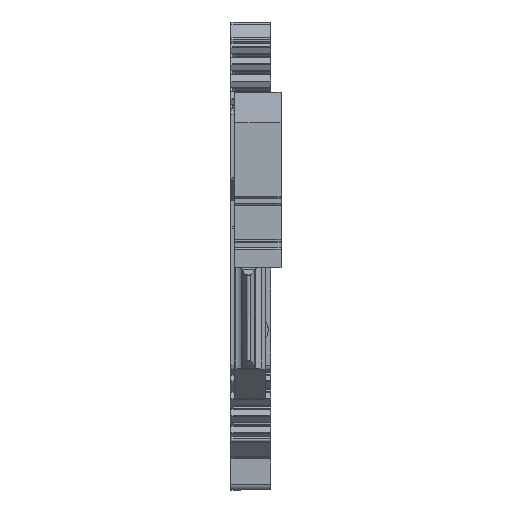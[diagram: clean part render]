
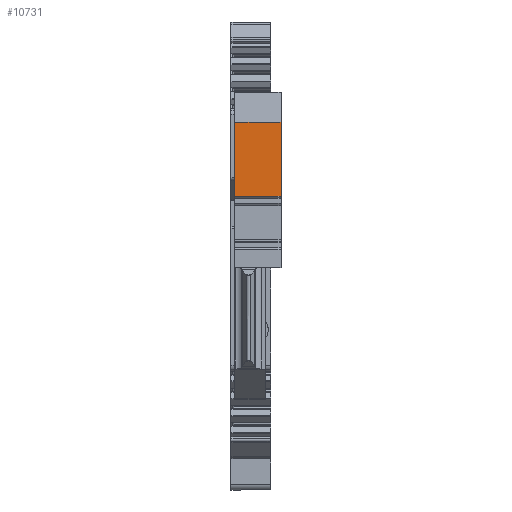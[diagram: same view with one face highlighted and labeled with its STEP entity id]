
A CAD part, top view. The second image highlights one B-rep face of the part: STEP entity #10731.
In plain terms, the highlighted planar face has unit normal (0, 0, 1).
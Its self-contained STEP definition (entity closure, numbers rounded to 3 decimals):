
#10696=AXIS2_PLACEMENT_3D('Plane Axis2P3D',#10693,#10694,#10695) ;
#3603=CARTESIAN_POINT('Control Point',(0.466,47.038,79.05)) ;
#3604=CARTESIAN_POINT('Control Point',(0.466,44.667,79.05)) ;
#3605=CARTESIAN_POINT('Control Point',(0.466,42.296,79.05)) ;
#3606=CARTESIAN_POINT('Control Point',(0.466,39.926,79.05)) ;
#3607=CARTESIAN_POINT('Control Point',(0.466,37.555,79.05)) ;
#3608=CARTESIAN_POINT('Vertex',(0.466,47.038,79.05)) ;
#3610=CARTESIAN_POINT('Vertex',(0.466,37.555,79.05)) ;
#10693=CARTESIAN_POINT('Axis2P3D Location',(0.466,47.038,79.05)) ;
#10698=CARTESIAN_POINT('Line Origine',(6.416,42.296,79.05)) ;
#10702=CARTESIAN_POINT('Vertex',(6.416,37.555,79.05)) ;
#10704=CARTESIAN_POINT('Vertex',(6.416,47.037,79.05)) ;
#10707=CARTESIAN_POINT('Line Origine',(5.419,47.037,79.05)) ;
#10711=CARTESIAN_POINT('Vertex',(4.421,47.038,79.05)) ;
#10714=CARTESIAN_POINT('Line Origine',(2.444,47.038,79.05)) ;
#10719=CARTESIAN_POINT('Line Origine',(3.441,37.555,79.05)) ;
#10694=DIRECTION('Axis2P3D Direction',(0.,0.,1.)) ;
#10695=DIRECTION('Axis2P3D XDirection',(0.,-1.,0.)) ;
#10699=DIRECTION('Vector Direction',(0.,-1.,0.)) ;
#10708=DIRECTION('Vector Direction',(-1.,0.,0.)) ;
#10715=DIRECTION('Vector Direction',(1.,0.,0.)) ;
#10720=DIRECTION('Vector Direction',(1.,0.,0.)) ;
#10700=VECTOR('Line Direction',#10699,1.) ;
#10709=VECTOR('Line Direction',#10708,1.) ;
#10716=VECTOR('Line Direction',#10715,1.) ;
#10721=VECTOR('Line Direction',#10720,1.) ;
#10725=ORIENTED_EDGE('',*,*,#10706,.T.) ;
#10726=ORIENTED_EDGE('',*,*,#10713,.T.) ;
#10727=ORIENTED_EDGE('',*,*,#10718,.T.) ;
#10728=ORIENTED_EDGE('',*,*,#3612,.T.) ;
#10729=ORIENTED_EDGE('',*,*,#10723,.T.) ;
#10731=ADVANCED_FACE('KLTR',(#10730),#10697,.T.) ;
#3602=B_SPLINE_CURVE_WITH_KNOTS('',4,(#3603,#3604,#3605,#3606,#3607),.UNSPECIFIED.,.F.,.U.,(5,5),(0.,9.482),.UNSPECIFIED.) ;
#3612=EDGE_CURVE('',#3609,#3611,#3602,.T.) ;
#10706=EDGE_CURVE('',#10703,#10705,#10701,.F.) ;
#10713=EDGE_CURVE('',#10705,#10712,#10710,.T.) ;
#10718=EDGE_CURVE('',#10712,#3609,#10717,.F.) ;
#10723=EDGE_CURVE('',#3611,#10703,#10722,.T.) ;
#10724=EDGE_LOOP('',(#10725,#10726,#10727,#10728,#10729)) ;
#10730=FACE_OUTER_BOUND('',#10724,.T.) ;
#10701=LINE('Line',#10698,#10700) ;
#10710=LINE('Line',#10707,#10709) ;
#10717=LINE('Line',#10714,#10716) ;
#10722=LINE('Line',#10719,#10721) ;
#10697=PLANE('',#10696) ;
#3609=VERTEX_POINT('',#3608) ;
#3611=VERTEX_POINT('',#3610) ;
#10703=VERTEX_POINT('',#10702) ;
#10705=VERTEX_POINT('',#10704) ;
#10712=VERTEX_POINT('',#10711) ;
